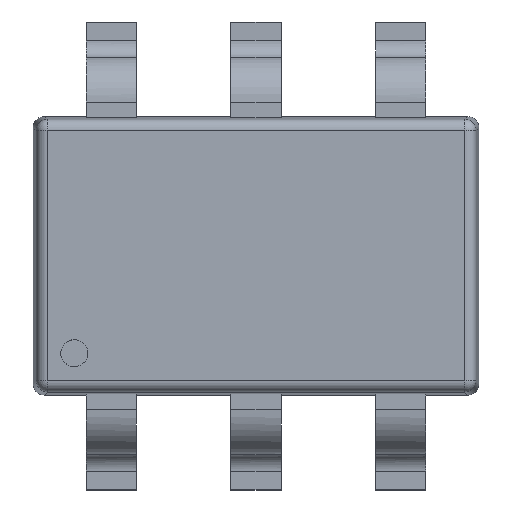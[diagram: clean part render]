
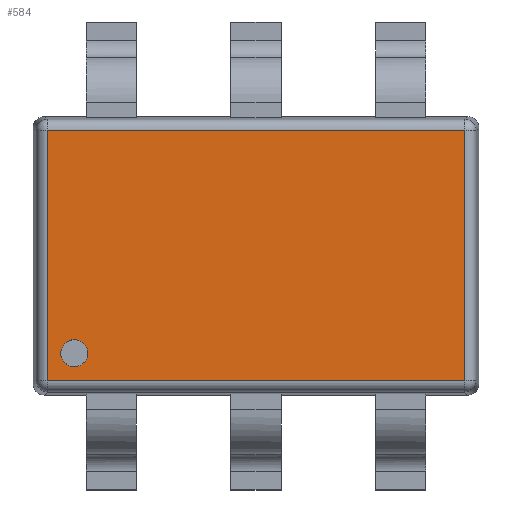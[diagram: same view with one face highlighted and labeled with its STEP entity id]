
A CAD part, top view. The second image highlights one B-rep face of the part: STEP entity #584.
In plain terms, the highlighted planar face has unit normal (0, 0, 1).
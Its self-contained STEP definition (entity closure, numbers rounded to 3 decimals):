
#186 = VERTEX_POINT('',#187);
#187 = CARTESIAN_POINT('',(-0.815,-0.549,0.975));
#193 = EDGE_CURVE('',#186,#194,#196,.T.);
#194 = VERTEX_POINT('',#195);
#195 = CARTESIAN_POINT('',(-0.815,-0.427,0.975));
#196 = B_SPLINE_CURVE_WITH_KNOTS('',3,(#197,#198,#199,#200,#201,#202),
  .UNSPECIFIED.,.F.,.F.,(4,2,4),(0.,0.5,1.),.UNSPECIFIED.);
#197 = CARTESIAN_POINT('',(-0.815,-0.549,0.975));
#198 = CARTESIAN_POINT('',(-0.849,-0.548,0.975));
#199 = CARTESIAN_POINT('',(-0.876,-0.521,0.975));
#200 = CARTESIAN_POINT('',(-0.877,-0.455,0.975));
#201 = CARTESIAN_POINT('',(-0.85,-0.428,0.975));
#202 = CARTESIAN_POINT('',(-0.815,-0.427,0.975));
#510 = EDGE_CURVE('',#194,#186,#511,.T.);
#511 = B_SPLINE_CURVE_WITH_KNOTS('',3,(#512,#513,#514,#515,#516,#517),
  .UNSPECIFIED.,.F.,.F.,(4,2,4),(0.,0.5,1.),.UNSPECIFIED.);
#512 = CARTESIAN_POINT('',(-0.815,-0.427,0.975));
#513 = CARTESIAN_POINT('',(-0.782,-0.428,0.975));
#514 = CARTESIAN_POINT('',(-0.755,-0.455,0.975));
#515 = CARTESIAN_POINT('',(-0.754,-0.521,0.975));
#516 = CARTESIAN_POINT('',(-0.781,-0.548,0.975));
#517 = CARTESIAN_POINT('',(-0.815,-0.549,0.975));
#531 = VERTEX_POINT('',#532);
#532 = CARTESIAN_POINT('',(0.937,0.512,0.975));
#541 = VERTEX_POINT('',#542);
#542 = CARTESIAN_POINT('',(-0.937,0.512,0.975));
#549 = EDGE_CURVE('',#531,#541,#550,.T.);
#550 = LINE('',#551,#552);
#551 = CARTESIAN_POINT('',(-1.,0.512,0.975));
#552 = VECTOR('',#553,1.);
#553 = DIRECTION('',(-1.,0.,0.));
#584 = ADVANCED_FACE('',(#585,#610),#614,.T.);
#585 = FACE_BOUND('',#586,.T.);
#586 = EDGE_LOOP('',(#587,#588,#596,#604));
#587 = ORIENTED_EDGE('',*,*,#549,.T.);
#588 = ORIENTED_EDGE('',*,*,#589,.F.);
#589 = EDGE_CURVE('',#590,#541,#592,.T.);
#590 = VERTEX_POINT('',#591);
#591 = CARTESIAN_POINT('',(-0.937,-0.612,0.975));
#592 = LINE('',#593,#594);
#593 = CARTESIAN_POINT('',(-0.937,-0.675,0.975));
#594 = VECTOR('',#595,1.);
#595 = DIRECTION('',(0.,1.,0.));
#596 = ORIENTED_EDGE('',*,*,#597,.F.);
#597 = EDGE_CURVE('',#598,#590,#600,.T.);
#598 = VERTEX_POINT('',#599);
#599 = CARTESIAN_POINT('',(0.937,-0.612,0.975));
#600 = LINE('',#601,#602);
#601 = CARTESIAN_POINT('',(-1.,-0.612,0.975));
#602 = VECTOR('',#603,1.);
#603 = DIRECTION('',(-1.,0.,0.));
#604 = ORIENTED_EDGE('',*,*,#605,.T.);
#605 = EDGE_CURVE('',#598,#531,#606,.T.);
#606 = LINE('',#607,#608);
#607 = CARTESIAN_POINT('',(0.937,-0.675,0.975));
#608 = VECTOR('',#609,1.);
#609 = DIRECTION('',(0.,1.,0.));
#610 = FACE_BOUND('',#611,.T.);
#611 = EDGE_LOOP('',(#612,#613));
#612 = ORIENTED_EDGE('',*,*,#510,.T.);
#613 = ORIENTED_EDGE('',*,*,#193,.T.);
#614 = PLANE('',#615);
#615 = AXIS2_PLACEMENT_3D('',#616,#617,#618);
#616 = CARTESIAN_POINT('',(-1.,-0.675,0.975));
#617 = DIRECTION('',(0.,0.,1.));
#618 = DIRECTION('',(0.,-1.,0.));
